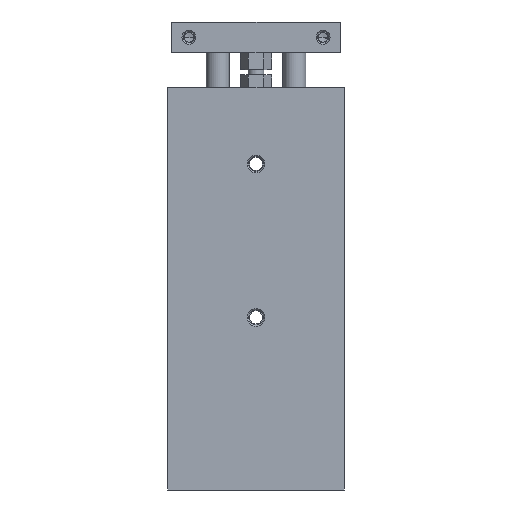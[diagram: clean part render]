
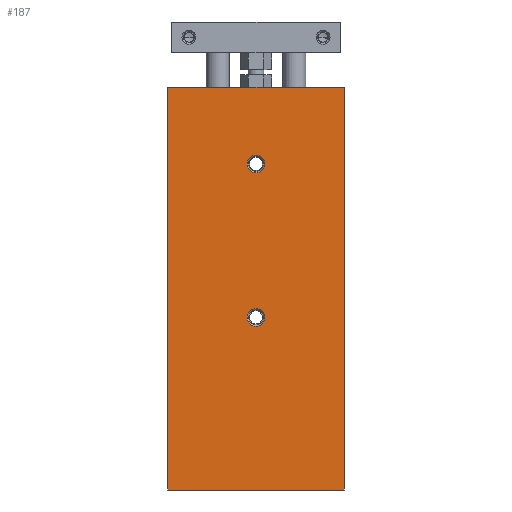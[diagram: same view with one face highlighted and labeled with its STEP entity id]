
A CAD part, front view. The second image highlights one B-rep face of the part: STEP entity #187.
In plain terms, the highlighted planar face has unit normal (0, -1, 0).
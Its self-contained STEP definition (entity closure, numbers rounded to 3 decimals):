
#45 = VECTOR ( 'NONE', #550, 1000. ) ;
#187 = ADVANCED_FACE ( 'NONE', ( #1920, #502, #2908 ), #5270, .F. ) ;
#208 = AXIS2_PLACEMENT_3D ( 'NONE', #5342, #2946, #1935 ) ;
#290 = AXIS2_PLACEMENT_3D ( 'NONE', #5212, #887, #6131 ) ;
#392 = VERTEX_POINT ( 'NONE', #3398 ) ;
#502 = FACE_BOUND ( 'NONE', #4268, .T. ) ;
#550 = DIRECTION ( 'NONE',  ( 0., 0., -1. ) ) ;
#618 = EDGE_LOOP ( 'NONE', ( #6242, #5043 ) ) ;
#664 = CARTESIAN_POINT ( 'NONE',  ( 20., -7., 2.3 ) ) ;
#824 = VERTEX_POINT ( 'NONE', #3361 ) ;
#825 = EDGE_CURVE ( 'NONE', #2994, #2504, #3822, .T. ) ;
#887 = DIRECTION ( 'NONE',  ( 0., -1., 0. ) ) ;
#1024 = LINE ( 'NONE', #4935, #4949 ) ;
#1066 = AXIS2_PLACEMENT_3D ( 'NONE', #3725, #5635, #2765 ) ;
#1167 = VERTEX_POINT ( 'NONE', #4180 ) ;
#1463 = DIRECTION ( 'NONE',  ( 0., 0., -1. ) ) ;
#1823 = EDGE_CURVE ( 'NONE', #392, #3890, #4608, .T. ) ;
#1860 = CARTESIAN_POINT ( 'NONE',  ( 105., -7., 23. ) ) ;
#1920 = FACE_BOUND ( 'NONE', #618, .T. ) ;
#1935 = DIRECTION ( 'NONE',  ( 0., 0., -1. ) ) ;
#1944 = CARTESIAN_POINT ( 'NONE',  ( 0., -7., -23. ) ) ;
#2025 = VECTOR ( 'NONE', #2852, 1000. ) ;
#2038 = EDGE_CURVE ( 'NONE', #824, #1167, #4999, .T. ) ;
#2056 = EDGE_CURVE ( 'NONE', #3742, #392, #4476, .T. ) ;
#2302 = EDGE_CURVE ( 'NONE', #3742, #3623, #3234, .T. ) ;
#2427 = DIRECTION ( 'NONE',  ( 0., 1., 0. ) ) ;
#2460 = EDGE_CURVE ( 'NONE', #2504, #2994, #4770, .T. ) ;
#2478 = ORIENTED_EDGE ( 'NONE', *, *, #1823, .F. ) ;
#2504 = VERTEX_POINT ( 'NONE', #664 ) ;
#2682 = CARTESIAN_POINT ( 'NONE',  ( 105., -7., 23. ) ) ;
#2765 = DIRECTION ( 'NONE',  ( 0., 0., -1. ) ) ;
#2852 = DIRECTION ( 'NONE',  ( -1., 0., 0. ) ) ;
#2908 = FACE_OUTER_BOUND ( 'NONE', #3841, .T. ) ;
#2926 = CARTESIAN_POINT ( 'NONE',  ( 105., -7., 23. ) ) ;
#2946 = DIRECTION ( 'NONE',  ( 0., -1., 0. ) ) ;
#2987 = AXIS2_PLACEMENT_3D ( 'NONE', #4880, #3482, #4932 ) ;
#2994 = VERTEX_POINT ( 'NONE', #4139 ) ;
#3136 = EDGE_CURVE ( 'NONE', #3623, #3890, #1024, .T. ) ;
#3179 = DIRECTION ( 'NONE',  ( -1., 0., 0. ) ) ;
#3234 = LINE ( 'NONE', #3291, #2025 ) ;
#3291 = CARTESIAN_POINT ( 'NONE',  ( 105., -7., 23. ) ) ;
#3361 = CARTESIAN_POINT ( 'NONE',  ( 60., -7., -2.3 ) ) ;
#3398 = CARTESIAN_POINT ( 'NONE',  ( 105., -7., -23. ) ) ;
#3478 = ORIENTED_EDGE ( 'NONE', *, *, #2056, .F. ) ;
#3482 = DIRECTION ( 'NONE',  ( 0., -1., 0. ) ) ;
#3623 = VERTEX_POINT ( 'NONE', #3823 ) ;
#3725 = CARTESIAN_POINT ( 'NONE',  ( 20., -7., 0. ) ) ;
#3742 = VERTEX_POINT ( 'NONE', #2682 ) ;
#3754 = ORIENTED_EDGE ( 'NONE', *, *, #5058, .F. ) ;
#3822 = CIRCLE ( 'NONE', #1066, 2.3 ) ;
#3823 = CARTESIAN_POINT ( 'NONE',  ( 0., -7., 23. ) ) ;
#3841 = EDGE_LOOP ( 'NONE', ( #5387, #2478, #3478, #6129 ) ) ;
#3890 = VERTEX_POINT ( 'NONE', #1944 ) ;
#3902 = VECTOR ( 'NONE', #3179, 1000. ) ;
#4139 = CARTESIAN_POINT ( 'NONE',  ( 20., -7., -2.3 ) ) ;
#4180 = CARTESIAN_POINT ( 'NONE',  ( 60., -7., 2.3 ) ) ;
#4268 = EDGE_LOOP ( 'NONE', ( #5890, #3754 ) ) ;
#4436 = AXIS2_PLACEMENT_3D ( 'NONE', #1860, #2427, #4835 ) ;
#4476 = LINE ( 'NONE', #2926, #45 ) ;
#4608 = LINE ( 'NONE', #5509, #3902 ) ;
#4770 = CIRCLE ( 'NONE', #208, 2.3 ) ;
#4835 = DIRECTION ( 'NONE',  ( 0., 0., 1. ) ) ;
#4880 = CARTESIAN_POINT ( 'NONE',  ( 60., -7., 0. ) ) ;
#4930 = CIRCLE ( 'NONE', #290, 2.3 ) ;
#4932 = DIRECTION ( 'NONE',  ( 0., 0., -1. ) ) ;
#4935 = CARTESIAN_POINT ( 'NONE',  ( 0., -7., 23. ) ) ;
#4949 = VECTOR ( 'NONE', #1463, 1000. ) ;
#4999 = CIRCLE ( 'NONE', #2987, 2.3 ) ;
#5043 = ORIENTED_EDGE ( 'NONE', *, *, #2460, .F. ) ;
#5058 = EDGE_CURVE ( 'NONE', #1167, #824, #4930, .T. ) ;
#5212 = CARTESIAN_POINT ( 'NONE',  ( 60., -7., 0. ) ) ;
#5270 = PLANE ( 'NONE',  #4436 ) ;
#5342 = CARTESIAN_POINT ( 'NONE',  ( 20., -7., 0. ) ) ;
#5387 = ORIENTED_EDGE ( 'NONE', *, *, #3136, .T. ) ;
#5509 = CARTESIAN_POINT ( 'NONE',  ( 105., -7., -23. ) ) ;
#5635 = DIRECTION ( 'NONE',  ( 0., -1., 0. ) ) ;
#5890 = ORIENTED_EDGE ( 'NONE', *, *, #2038, .F. ) ;
#6129 = ORIENTED_EDGE ( 'NONE', *, *, #2302, .T. ) ;
#6131 = DIRECTION ( 'NONE',  ( 0., 0., -1. ) ) ;
#6242 = ORIENTED_EDGE ( 'NONE', *, *, #825, .F. ) ;
